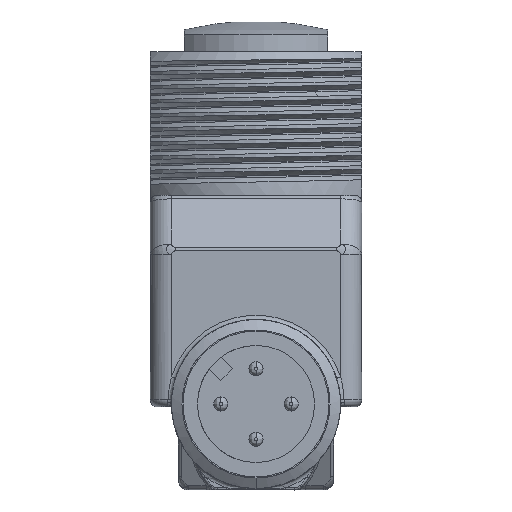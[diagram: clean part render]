
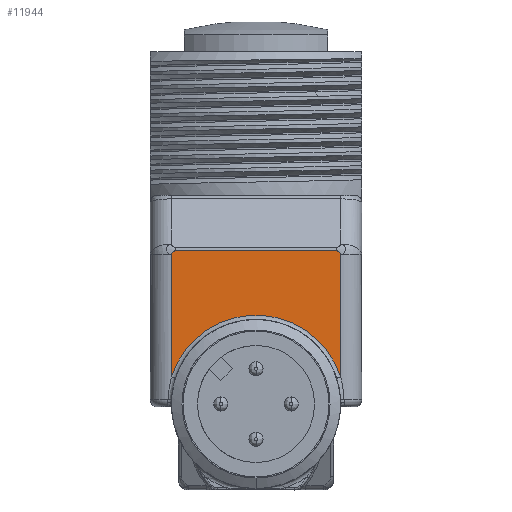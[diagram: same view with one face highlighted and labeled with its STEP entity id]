
A CAD part, front view. The second image highlights one B-rep face of the part: STEP entity #11944.
In plain terms, the highlighted planar face has unit normal (0, -1, 0).
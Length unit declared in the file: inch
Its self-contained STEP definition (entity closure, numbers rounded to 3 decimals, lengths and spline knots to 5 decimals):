
#533=DIRECTION('',(0.,0.,-1.));
#534=VECTOR('',#533,0.34162);
#535=CARTESIAN_POINT('',(-0.23622,-0.67913,
0.13772));
#536=LINE('',#535,#534);
#546=CARTESIAN_POINT('',(-0.23622,-0.67913,
0.13772));
#547=CARTESIAN_POINT('',(-0.23608,-0.67913,
0.14281));
#548=CARTESIAN_POINT('',(-0.23076,-0.67913,
0.14827));
#549=CARTESIAN_POINT('',(-0.22567,-0.67913,
0.14827));
#551=CARTESIAN_POINT('',(0.23622,-0.67913,
0.13772));
#552=CARTESIAN_POINT('',(0.23608,-0.67913,
0.14281));
#553=CARTESIAN_POINT('',(0.23076,-0.67913,
0.14827));
#554=CARTESIAN_POINT('',(0.22567,-0.67913,
0.14827));
#560=DIRECTION('',(0.,0.,1.));
#561=VECTOR('',#560,0.34162);
#562=CARTESIAN_POINT('',(0.23622,-0.67913,
-0.2039));
#563=LINE('',#562,#561);
#4070=CARTESIAN_POINT('',(-0.23622,-0.67913,
-0.2039));
#4090=CARTESIAN_POINT('',(0.,-0.67913,-0.27953));
#4091=DIRECTION('',(0.,-1.,0.));
#4092=DIRECTION('',(0.952,0.,0.305));
#4093=AXIS2_PLACEMENT_3D('',#4090,#4091,#4092);
#10070=DIRECTION('',(-1.,0.,0.));
#10071=VECTOR('',#10070,0.45134);
#10072=CARTESIAN_POINT('',(0.22567,-0.67913,
0.14827));
#10073=LINE('',#10072,#10071);
#10546=VERTEX_POINT('',#551);
#10547=VERTEX_POINT('',#554);
#10553=CARTESIAN_POINT('',(-0.22567,-0.67913,
0.14827));
#10554=VERTEX_POINT('',#10553);
#10555=VERTEX_POINT('',#546);
#11413=VERTEX_POINT('',#4070);
#11417=CARTESIAN_POINT('',(0.23622,-0.67913,
-0.2039));
#11418=VERTEX_POINT('',#11417);
#11926=CARTESIAN_POINT('',(-0.29528,-0.67913,0.));
#11927=DIRECTION('',(0.,-1.,0.));
#11928=DIRECTION('',(1.,0.,0.));
#11929=AXIS2_PLACEMENT_3D('',#11926,#11927,#11928);
#11930=PLANE('',#11929);
#11932=ORIENTED_EDGE('',*,*,#11931,.F.);
#11934=ORIENTED_EDGE('',*,*,#11933,.T.);
#11935=ORIENTED_EDGE('',*,*,#11914,.F.);
#11937=ORIENTED_EDGE('',*,*,#11936,.T.);
#11939=ORIENTED_EDGE('',*,*,#11938,.F.);
#11941=ORIENTED_EDGE('',*,*,#11940,.F.);
#11942=EDGE_LOOP('',(#11932,#11934,#11935,#11937,#11939,#11941));
#11943=FACE_OUTER_BOUND('',#11942,.F.);
#11944=ADVANCED_FACE('',(#11943),#11930,.T.);
#550=B_SPLINE_CURVE_WITH_KNOTS('',3,(#546,#547,#548,#549),.UNSPECIFIED.,.F.,.F.,
(4,4),(0.,1.),.UNSPECIFIED.);
#555=B_SPLINE_CURVE_WITH_KNOTS('',3,(#551,#552,#553,#554),.UNSPECIFIED.,.F.,.F.,
(4,4),(0.,1.),.UNSPECIFIED.);
#4094=CIRCLE('',#4093,0.24803);
#11914=EDGE_CURVE('',#10555,#11413,#536,.T.);
#11931=EDGE_CURVE('',#11418,#10546,#563,.T.);
#11933=EDGE_CURVE('',#11418,#11413,#4094,.T.);
#11936=EDGE_CURVE('',#10555,#10554,#550,.T.);
#11938=EDGE_CURVE('',#10547,#10554,#10073,.T.);
#11940=EDGE_CURVE('',#10546,#10547,#555,.T.);
